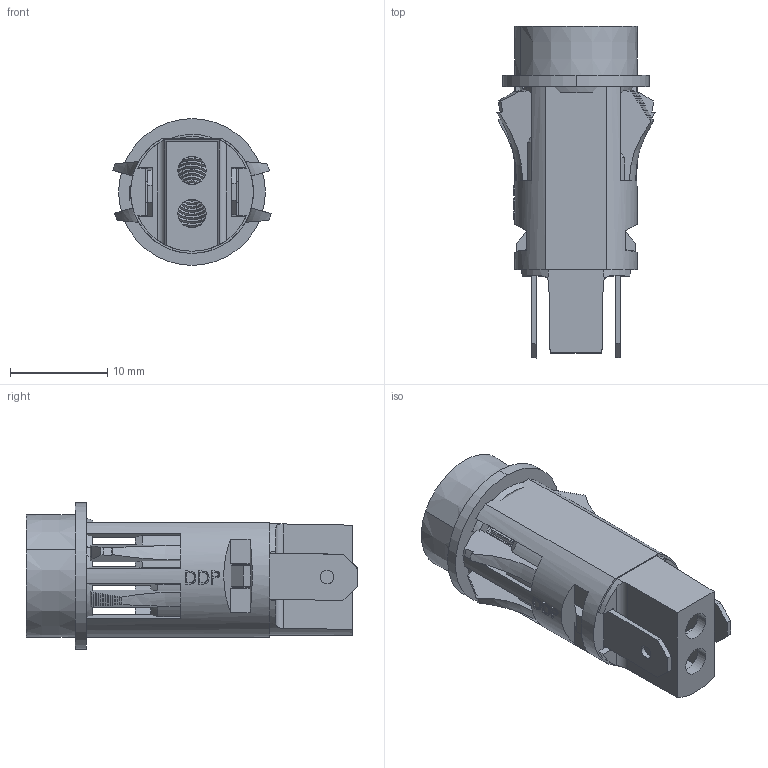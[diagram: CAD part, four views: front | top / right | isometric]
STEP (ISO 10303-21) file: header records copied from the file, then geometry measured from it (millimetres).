
FILE_DESCRIPTION (( 'STEP AP203' ), '1' );
FILE_NAME ('P81_Series.STEP', '2019-02-15T21:31:36', ( '' ), ( '' ), 'SwSTEP 2.0', 'SolidWorks 2018', '' );
FILE_SCHEMA (( 'CONFIG_CONTROL_DESIGN' ));
Length unit declared in the file: foot
Products named in the file (5): 503644; 80-BLK-UL; 80-HDR; 81-xx; P81_Series
Assembly tree (5 placements, depth 2):
  P81_Series
    80-BLK-UL
    80-HDR
    503644  x2
    81-xx
Bounding box: 16.28 x 34.18 x 15.11 mm (x, y, z)
Volume: 1661.4 mm3; surface area: 3775.9 mm2
Topology: 5 solids, 5 shells, 642 faces, 1740 edges, 1116 vertices
Faces by surface type: plane 433, cylinder 99, cone 70, bspline 29, torus 11
Entity records: 20840 total; most frequent: CARTESIAN_POINT 5483, ORIENTED_EDGE 3184, DIRECTION 3036, EDGE_CURVE 1592, VERTEX_POINT 1028, AXIS2_PLACEMENT_3D 1026, VECTOR 984, LINE 984
